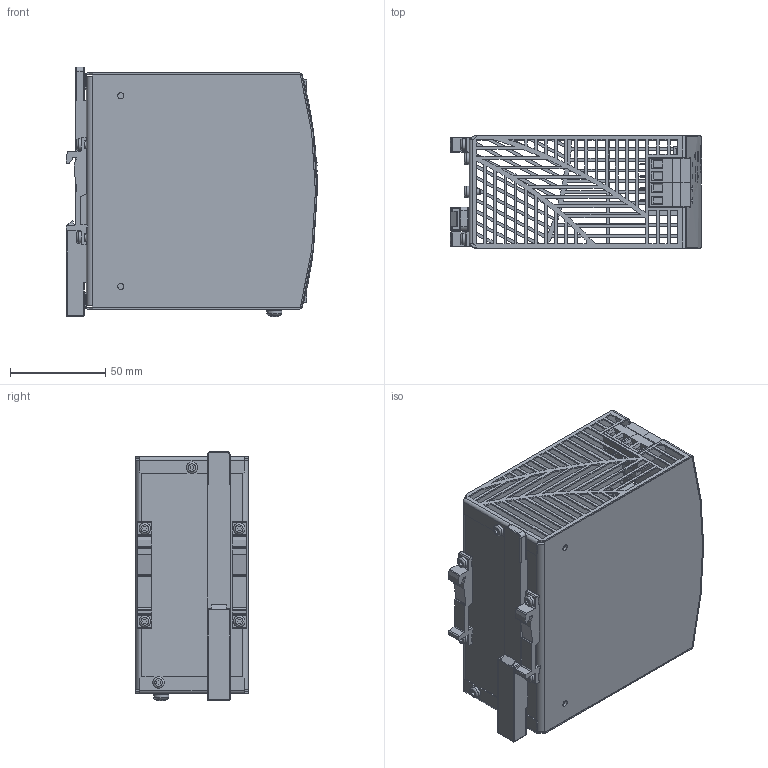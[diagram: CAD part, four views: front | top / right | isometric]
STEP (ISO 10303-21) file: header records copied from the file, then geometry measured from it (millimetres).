
FILE_DESCRIPTION(/* description */ ('','CAx-IF Rec.Pracs.---Representation and Presentation of Product Manufacturing Information (PMI)---3.8---2014-02-18'),/* implementation_level */ '2;1');
FILE_NAME(/* name */ 'md3_pic480_241.stp',/* time_stamp */ '2017-04-26T13:47:27+02:00',/* author */ ('rahns'),/* organization */ (''),/* preprocessor_version */ 'ST-DEVELOPER v16.1',/* originating_system */ 'Autodesk Inventor 2016',/* authorisation */ '');
FILE_SCHEMA (('AP242_MANAGED_MODEL_BASED_3D_ENGINEERING_MIM_LF { 1 0 10303 442 1 1 4 }'));
Products named in the file (14): HOUSING BODY 434.00; MKT_SLIDER; MKT_SCREW 3x6; MKT_T HOLDER; HOUSING COVER 434.00; FRONTFOIL 434.00; MKT_LP2BK-D2; MKT_LP3BK-D2; MKT_LED GN; MKT_SCREW 4x8; MKT_WASHER 4; MKT_POTI; MKT_LP2SW-R6; 434.00
Assembly tree (20 placements, depth 2):
  434.00
    HOUSING BODY 434.00
    MKT_SLIDER
    MKT_SCREW 3x6  x6
    MKT_T HOLDER  x2
    HOUSING COVER 434.00
    FRONTFOIL 434.00
    MKT_LP2BK-D2  x2
    MKT_LP3BK-D2
    MKT_LED GN
    MKT_SCREW 4x8
    MKT_WASHER 4
    MKT_POTI
    MKT_LP2SW-R6
Bounding box: 131.66 x 59 x 130.77 mm (x, y, z)
Volume: 89769.2 mm3; surface area: 130947.7 mm2
Topology: 20 solids, 20 shells, 1695 faces, 4585 edges, 3041 vertices
Faces by surface type: plane 1153, cylinder 274, bspline 221, cone 22, torus 16, sphere 9
Full cylindrical faces by diameter (mm): 0.05 x4, 0.3 x4, 0.5 x3, 2.45 x2, 2.7 x1, 3 x6, 3.1 x4, 3.2 x3, 3.621 x1, 3.8 x1, 4 x2, 4.6 x1, 5 x1, 5.15 x7, 5.9 x1, 6 x6
Entity records: 52304 total; most frequent: CARTESIAN_POINT 14754, ORIENTED_EDGE 8000, DIRECTION 6833, EDGE_CURVE 4000, LINE 2793, VECTOR 2793, VERTEX_POINT 2672, AXIS2_PLACEMENT_3D 2020
